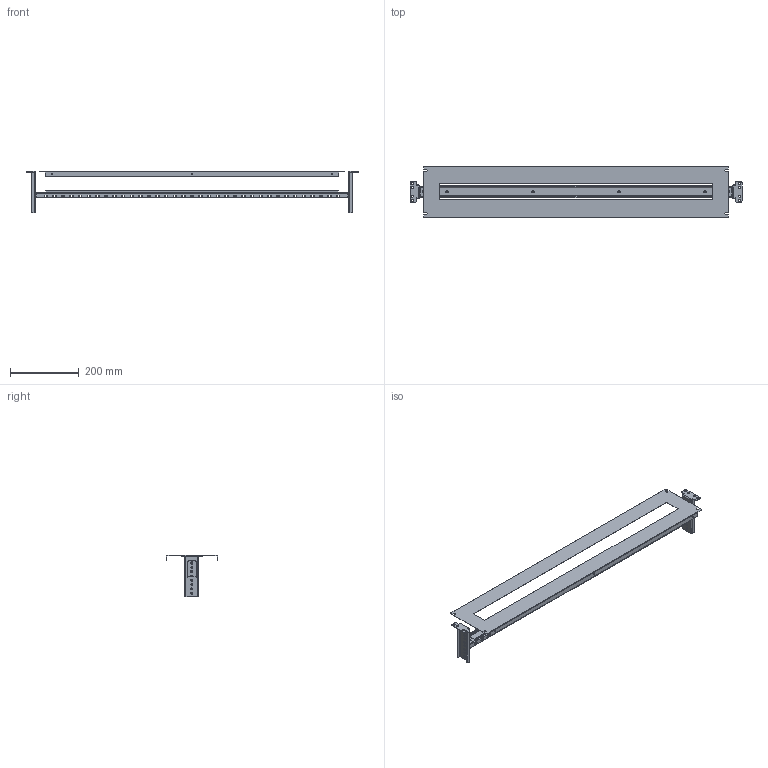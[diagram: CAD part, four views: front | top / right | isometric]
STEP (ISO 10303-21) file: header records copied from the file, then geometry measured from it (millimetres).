
FILE_DESCRIPTION (( 'STEP AP214' ), '1' );
FILE_NAME ('YKM40D-FO-MCV-015-100 FORMAT Êîìïëåêò óñòàíîâêè ìîäóëüíîãî àâòîìàòè÷åñêîãî âûêëþ÷àòåëÿ (âíóòðåííÿÿ äâåðü) 150õ1000ìì IEK.STEP', '2022-05-30T09:09:41', ( '' ), ( '' ), 'SwSTEP 2.0', 'SolidWorks 2017', '' );
FILE_SCHEMA (( 'AUTOMOTIVE_DESIGN' ));
Length unit declared in the file: millimetre
Products named in the file (1): YKM40D-FO-MCV-015-100 FORMAT Êîìïëåêò óñòàíîâêè ìîäóëüíîãî àâòîìàòè÷åñêîãî âûêëþ÷àòåëÿ (âíóòðåííÿÿ äâåðü) 150õ1000ìì IEK
Bounding box: 965 x 149.6 x 120 mm (x, y, z)
Volume: 229029.4 mm3; surface area: 461735.3 mm2
Topology: 7 solids, 7 shells, 610 faces, 1680 edges, 1084 vertices
Faces by surface type: plane 306, cylinder 304
Entity records: 26718 total; most frequent: DIRECTION 3514, CARTESIAN_POINT 3375, ORIENTED_EDGE 3360, EDGE_CURVE 1680, AXIS2_PLACEMENT_3D 1223, VERTEX_POINT 1084, VECTOR 1068, LINE 1068
